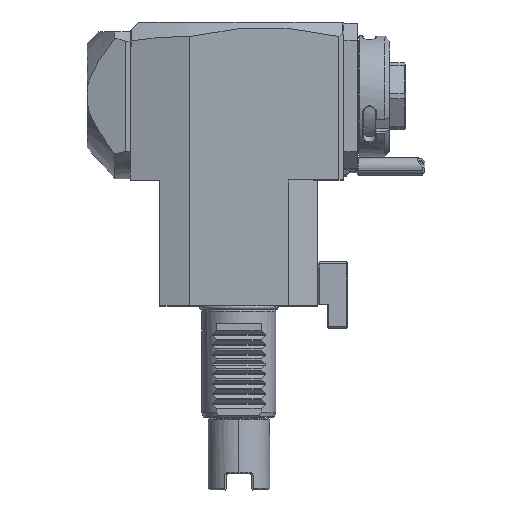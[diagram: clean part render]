
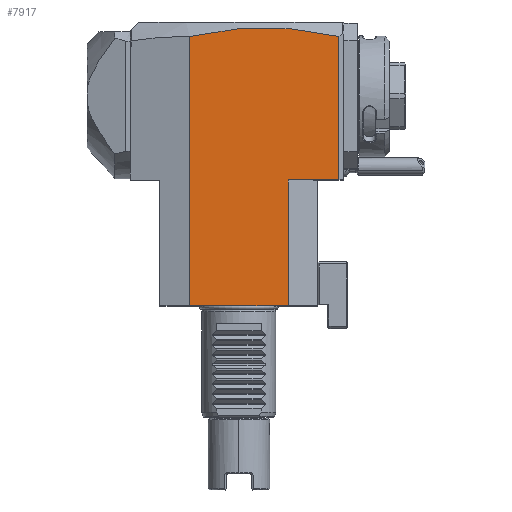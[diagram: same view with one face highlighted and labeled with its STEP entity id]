
A CAD part, top view. The second image highlights one B-rep face of the part: STEP entity #7917.
In plain terms, the highlighted planar face has unit normal (0, 0, 1).
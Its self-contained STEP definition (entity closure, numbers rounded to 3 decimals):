
#17=DIRECTION('',(-1.,0.,0.));
#18=VECTOR('',#17,40.);
#19=CARTESIAN_POINT('',(20.,0.,32.));
#20=LINE('',#19,#18);
#313=DIRECTION('',(-1.,0.,0.));
#314=VECTOR('',#313,20.5);
#315=CARTESIAN_POINT('',(40.5,51.,32.));
#316=LINE('',#315,#314);
#317=CARTESIAN_POINT('',(40.5,109.133,32.));
#318=CARTESIAN_POINT('',(35.458,110.345,32.));
#319=CARTESIAN_POINT('',(25.373,112.145,32.));
#320=CARTESIAN_POINT('',(10.247,113.032,32.));
#321=CARTESIAN_POINT('',(-4.877,112.124,32.));
#322=CARTESIAN_POINT('',(-14.959,110.311,32.));
#323=CARTESIAN_POINT('',(-20.,109.092,32.));
#329=DIRECTION('',(0.,1.,0.));
#330=VECTOR('',#329,58.133);
#331=CARTESIAN_POINT('',(40.5,51.,32.));
#332=LINE('',#331,#330);
#556=DIRECTION('',(0.,-1.,0.));
#557=VECTOR('',#556,109.092);
#558=CARTESIAN_POINT('',(-20.,109.092,32.));
#559=LINE('',#558,#557);
#3599=DIRECTION('',(0.,1.,0.));
#3600=VECTOR('',#3599,51.);
#3601=CARTESIAN_POINT('',(20.,0.,32.));
#3602=LINE('',#3601,#3600);
#7233=VERTEX_POINT('',#317);
#7234=VERTEX_POINT('',#323);
#7569=CARTESIAN_POINT('',(40.5,51.,32.));
#7570=VERTEX_POINT('',#7569);
#7583=CARTESIAN_POINT('',(20.,0.,32.));
#7584=VERTEX_POINT('',#7583);
#7585=CARTESIAN_POINT('',(-20.,0.,32.));
#7586=VERTEX_POINT('',#7585);
#7812=CARTESIAN_POINT('',(20.,51.,32.));
#7813=VERTEX_POINT('',#7812);
#7900=CARTESIAN_POINT('',(-35.103,51.,32.));
#7901=DIRECTION('',(0.,0.,1.));
#7902=DIRECTION('',(1.,0.,0.));
#7903=AXIS2_PLACEMENT_3D('',#7900,#7901,#7902);
#7904=PLANE('',#7903);
#7906=ORIENTED_EDGE('',*,*,#7905,.F.);
#7907=ORIENTED_EDGE('',*,*,#7882,.T.);
#7909=ORIENTED_EDGE('',*,*,#7908,.F.);
#7910=ORIENTED_EDGE('',*,*,#7829,.T.);
#7912=ORIENTED_EDGE('',*,*,#7911,.F.);
#7914=ORIENTED_EDGE('',*,*,#7913,.F.);
#7915=EDGE_LOOP('',(#7906,#7907,#7909,#7910,#7912,#7914));
#7916=FACE_OUTER_BOUND('',#7915,.F.);
#324=B_SPLINE_CURVE_WITH_KNOTS('',3,(#317,#318,#319,#320,#321,#322,#323),
.UNSPECIFIED.,.F.,.F.,(4,1,1,1,4),(0.,0.25,0.5,0.75,1.),
.UNSPECIFIED.);
#7829=EDGE_CURVE('',#7584,#7586,#20,.T.);
#7882=EDGE_CURVE('',#7570,#7813,#316,.T.);
#7905=EDGE_CURVE('',#7570,#7233,#332,.T.);
#7908=EDGE_CURVE('',#7584,#7813,#3602,.T.);
#7911=EDGE_CURVE('',#7234,#7586,#559,.T.);
#7913=EDGE_CURVE('',#7233,#7234,#324,.T.);
#7917=ADVANCED_FACE('',(#7916),#7904,.T.);
